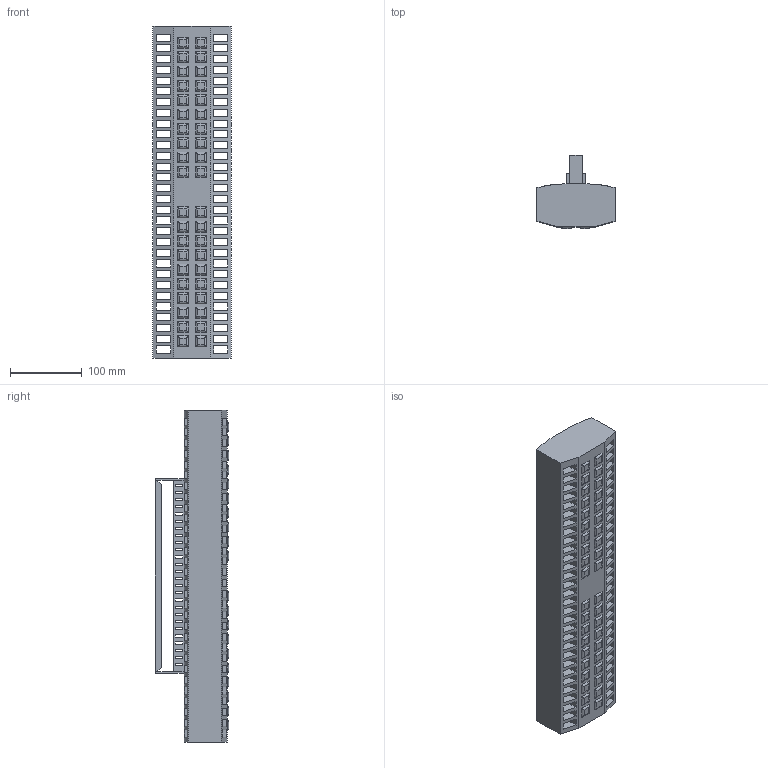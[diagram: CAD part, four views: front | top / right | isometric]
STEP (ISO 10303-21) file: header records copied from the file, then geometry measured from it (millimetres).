
FILE_DESCRIPTION (( 'STEP AP214' ), '1' );
FILE_NAME ('RUT 1 100.STEP', '2018-07-08T14:42:04', ( '' ), ( '' ), 'SwSTEP 2.0', 'SolidWorks 2013', '' );
FILE_SCHEMA (( 'AUTOMOTIVE_DESIGN' ));
Length unit declared in the file: millimetre
Products named in the file (1): RUT 1 100
Bounding box: 109 x 102.11 x 463 mm (x, y, z)
Volume: 2325543.6 mm3; surface area: 373384.4 mm2
Topology: 1 solids, 1 shells, 578 faces, 1602 edges, 1064 vertices
Faces by surface type: plane 416, cylinder 162
Entity records: 20756 total; most frequent: CARTESIAN_POINT 3725, ORIENTED_EDGE 3204, DIRECTION 2724, EDGE_CURVE 1602, LINE 1318, VECTOR 1318, VERTEX_POINT 1064, EDGE_LOOP 790
